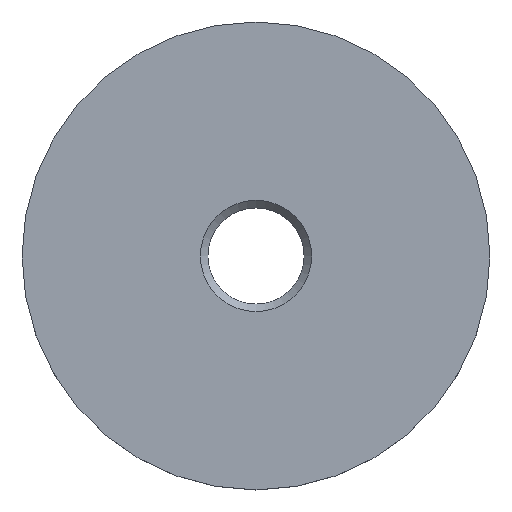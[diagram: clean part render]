
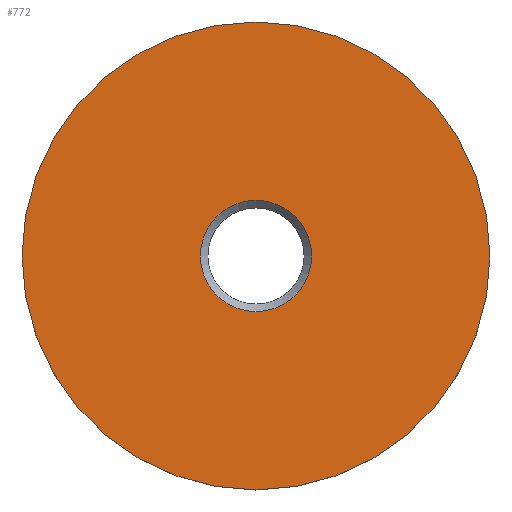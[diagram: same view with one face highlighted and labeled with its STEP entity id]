
A CAD part, top view. The second image highlights one B-rep face of the part: STEP entity #772.
In plain terms, the highlighted planar face has unit normal (0, 0, 1).
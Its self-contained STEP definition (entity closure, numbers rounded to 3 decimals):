
#82=FACE_BOUND('',#167,.T.);
#89=PLANE('',#846);
#116=FACE_OUTER_BOUND('',#166,.T.);
#166=EDGE_LOOP('',(#598));
#167=EDGE_LOOP('',(#599));
#290=CIRCLE('',#817,12.4);
#304=CIRCLE('',#842,2.95);
#317=VERTEX_POINT('',#1028);
#360=VERTEX_POINT('',#1756);
#392=EDGE_CURVE('',#317,#317,#290,.T.);
#447=EDGE_CURVE('',#360,#360,#304,.T.);
#598=ORIENTED_EDGE('',*,*,#392,.T.);
#599=ORIENTED_EDGE('',*,*,#447,.F.);
#772=ADVANCED_FACE('',(#116,#82),#89,.T.);
#817=AXIS2_PLACEMENT_3D('',#1029,#874,#875);
#842=AXIS2_PLACEMENT_3D('',#1757,#946,#947);
#846=AXIS2_PLACEMENT_3D('',#1765,#956,#957);
#874=DIRECTION('center_axis',(0.,0.,1.));
#875=DIRECTION('ref_axis',(-1.,0.,0.));
#946=DIRECTION('center_axis',(0.,0.,1.));
#947=DIRECTION('ref_axis',(-1.,0.,0.));
#956=DIRECTION('center_axis',(0.,0.,1.));
#957=DIRECTION('ref_axis',(-1.,0.,0.));
#1028=CARTESIAN_POINT('',(12.4,0.,3.8));
#1029=CARTESIAN_POINT('Origin',(0.,0.,3.8));
#1756=CARTESIAN_POINT('',(2.95,0.,3.8));
#1757=CARTESIAN_POINT('Origin',(0.,0.,
3.8));
#1765=CARTESIAN_POINT('Origin',(0.,0.,3.8));
